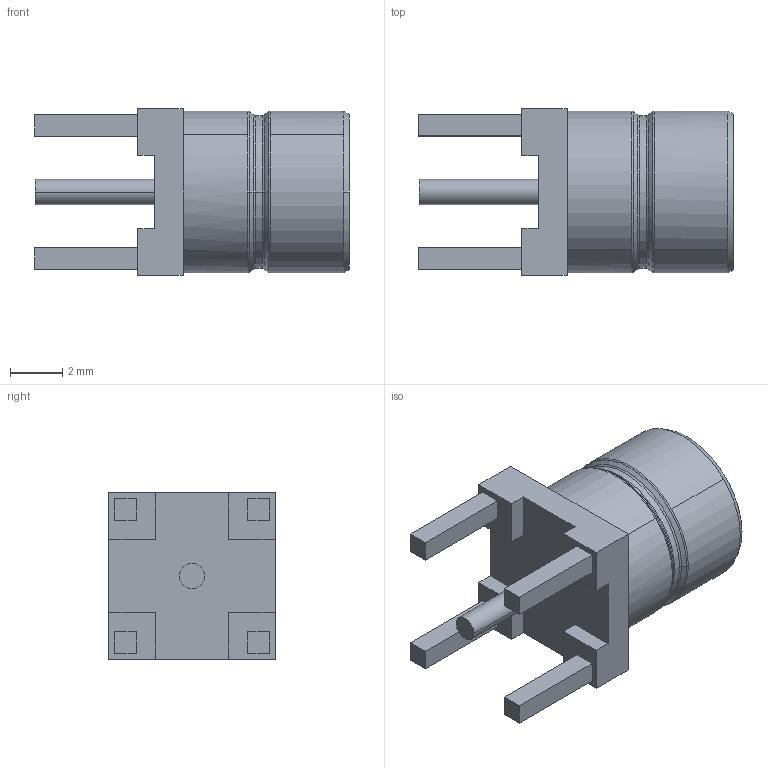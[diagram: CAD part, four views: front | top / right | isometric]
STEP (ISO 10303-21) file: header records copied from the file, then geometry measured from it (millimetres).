
FILE_DESCRIPTION((''),'2;1');
FILE_NAME('903-523J-71P_SW0001','2020-01-14T',('Viji'),(''),'CREO PARAMETRIC BY PTC INC, 2018360','CREO PARAMETRIC BY PTC INC, 2018360','');
FILE_SCHEMA(('CONFIG_CONTROL_DESIGN'));
Length unit declared in the file: inch
Products named in the file (1): 903-523J-71P_SW0001
Bounding box: 12.01 x 6.35 x 6.35 mm (x, y, z)
Volume: 220.2 mm3; surface area: 357 mm2
Topology: 1 solids, 1 shells, 73 faces, 172 edges, 110 vertices
Faces by surface type: plane 43, cylinder 14, torus 8, cone 8
Entity records: 2128 total; most frequent: DIRECTION 372, CARTESIAN_POINT 355, ORIENTED_EDGE 344, EDGE_CURVE 172, AXIS2_PLACEMENT_3D 127, VECTOR 118, LINE 118, VERTEX_POINT 110
